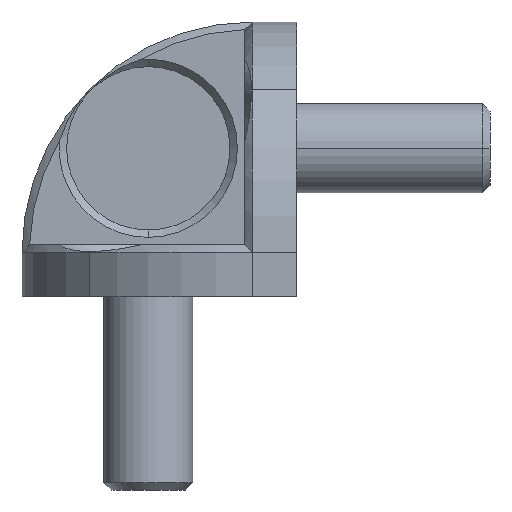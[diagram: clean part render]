
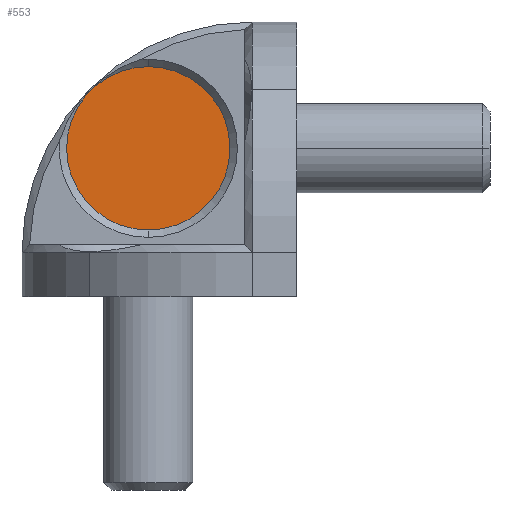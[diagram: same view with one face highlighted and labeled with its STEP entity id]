
A CAD part, front view. The second image highlights one B-rep face of the part: STEP entity #553.
In plain terms, the highlighted planar face has unit normal (0, -1, 0).
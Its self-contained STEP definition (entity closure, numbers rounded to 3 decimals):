
#1 = EDGE_LOOP ( 'NONE', ( #254, #1053 ) ) ;
#2 = CARTESIAN_POINT ( 'NONE',  ( -10., 7., 5.496 ) ) ;
#53 = DIRECTION ( 'NONE',  ( 0., 0., -1. ) ) ;
#210 = DIRECTION ( 'NONE',  ( 0., 0., -1. ) ) ;
#254 = ORIENTED_EDGE ( 'NONE', *, *, #444, .F. ) ;
#444 = EDGE_CURVE ( 'NONE', #1328, #710, #704, .T. ) ;
#532 = DIRECTION ( 'NONE',  ( 0., 0., -1. ) ) ;
#553 = ADVANCED_FACE ( 'NONE', ( #839 ), #1682, .T. ) ;
#653 = CARTESIAN_POINT ( 'NONE',  ( -10., 7., -0.002 ) ) ;
#662 = CARTESIAN_POINT ( 'NONE',  ( -10., 7., -5.499 ) ) ;
#704 = CIRCLE ( 'NONE', #1641, 5.497 ) ;
#710 = VERTEX_POINT ( 'NONE', #2 ) ;
#839 = FACE_OUTER_BOUND ( 'NONE', #1, .T. ) ;
#1053 = ORIENTED_EDGE ( 'NONE', *, *, #1412, .F. ) ;
#1070 = CARTESIAN_POINT ( 'NONE',  ( -10., 7., -0.002 ) ) ;
#1082 = DIRECTION ( 'NONE',  ( 0., -1., 0. ) ) ;
#1187 = AXIS2_PLACEMENT_3D ( 'NONE', #1070, #1492, #53 ) ;
#1328 = VERTEX_POINT ( 'NONE', #662 ) ;
#1378 = AXIS2_PLACEMENT_3D ( 'NONE', #1836, #1082, #532 ) ;
#1412 = EDGE_CURVE ( 'NONE', #710, #1328, #1459, .T. ) ;
#1459 = CIRCLE ( 'NONE', #1187, 5.497 ) ;
#1492 = DIRECTION ( 'NONE',  ( 0., 1., 0. ) ) ;
#1641 = AXIS2_PLACEMENT_3D ( 'NONE', #653, #1797, #210 ) ;
#1682 = PLANE ( 'NONE',  #1378 ) ;
#1797 = DIRECTION ( 'NONE',  ( 0., 1., 0. ) ) ;
#1836 = CARTESIAN_POINT ( 'NONE',  ( -7.25, 7., 0. ) ) ;
